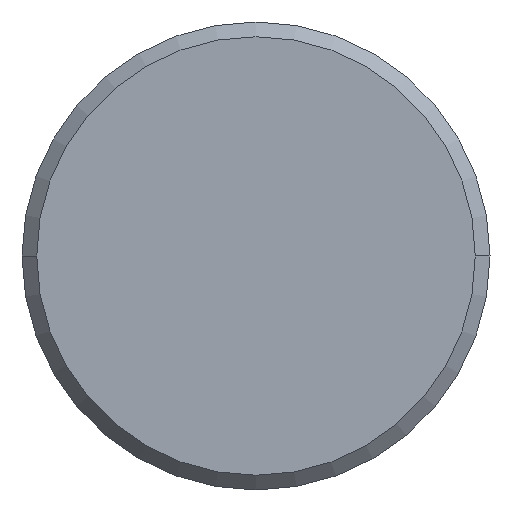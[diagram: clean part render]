
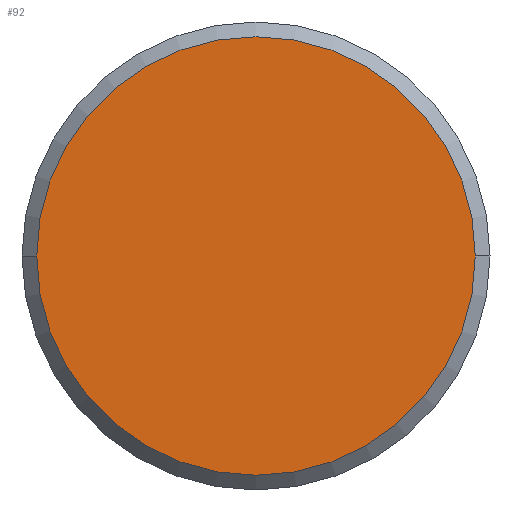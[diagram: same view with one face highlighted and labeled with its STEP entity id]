
A CAD part, left-side view. The second image highlights one B-rep face of the part: STEP entity #92.
In plain terms, the highlighted planar face has unit normal (-1, 0, 0).
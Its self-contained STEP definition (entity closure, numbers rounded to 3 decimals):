
#12 = CIRCLE ( 'NONE', #437, 7.438 ) ;
#29 = ORIENTED_EDGE ( 'NONE', *, *, #336, .F. ) ;
#51 = VERTEX_POINT ( 'NONE', #90 ) ;
#52 = CARTESIAN_POINT ( 'NONE',  ( -63.5, 0., 0. ) ) ;
#68 = DIRECTION ( 'NONE',  ( 1., 0., 0. ) ) ;
#83 = EDGE_LOOP ( 'NONE', ( #118, #29 ) ) ;
#90 = CARTESIAN_POINT ( 'NONE',  ( -63.5, 7.437, 0. ) ) ;
#92 = ADVANCED_FACE ( 'NONE', ( #326 ), #412, .T. ) ;
#99 = VERTEX_POINT ( 'NONE', #299 ) ;
#118 = ORIENTED_EDGE ( 'NONE', *, *, #178, .F. ) ;
#129 = AXIS2_PLACEMENT_3D ( 'NONE', #52, #184, #418 ) ;
#131 = CARTESIAN_POINT ( 'NONE',  ( -63.5, 0., 0. ) ) ;
#178 = EDGE_CURVE ( 'NONE', #51, #99, #377, .T. ) ;
#184 = DIRECTION ( 'NONE',  ( 1., 0., 0. ) ) ;
#186 = DIRECTION ( 'NONE',  ( 0., -1., 0. ) ) ;
#299 = CARTESIAN_POINT ( 'NONE',  ( -63.5, -7.438, 0. ) ) ;
#317 = CARTESIAN_POINT ( 'NONE',  ( -63.5, 0., 0. ) ) ;
#326 = FACE_OUTER_BOUND ( 'NONE', #83, .T. ) ;
#336 = EDGE_CURVE ( 'NONE', #99, #51, #12, .T. ) ;
#340 = DIRECTION ( 'NONE',  ( 0., 1., 0. ) ) ;
#377 = CIRCLE ( 'NONE', #129, 7.438 ) ;
#412 = PLANE ( 'NONE',  #446 ) ;
#418 = DIRECTION ( 'NONE',  ( 0., 1., 0. ) ) ;
#437 = AXIS2_PLACEMENT_3D ( 'NONE', #317, #68, #340 ) ;
#444 = DIRECTION ( 'NONE',  ( -1., 0., 0. ) ) ;
#446 = AXIS2_PLACEMENT_3D ( 'NONE', #131, #444, #186 ) ;
